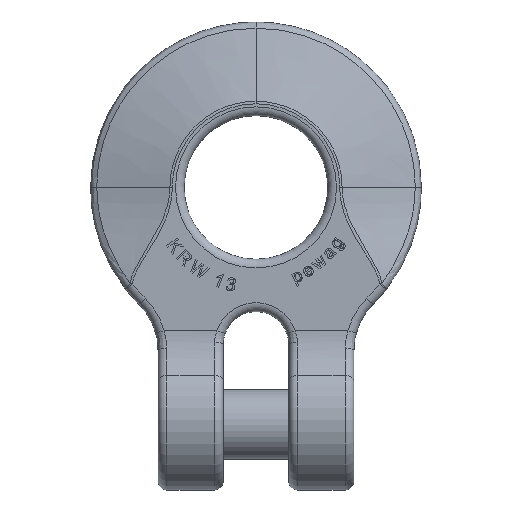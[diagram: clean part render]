
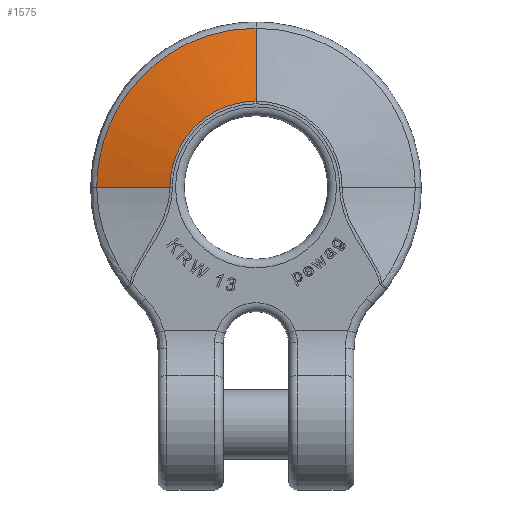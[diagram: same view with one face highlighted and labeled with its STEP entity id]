
A CAD part, top view. The second image highlights one B-rep face of the part: STEP entity #1575.
In plain terms, the highlighted free-form (B-spline) face has degree [3, 3] with [7, 4] control points.
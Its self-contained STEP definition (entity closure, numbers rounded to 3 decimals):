
#169=B_SPLINE_SURFACE_WITH_KNOTS('',3,3,((#6635,#6636,#6637,#6638),(#6639,
#6640,#6641,#6642),(#6643,#6644,#6645,#6646),(#6647,#6648,#6649,#6650),(#6651,
#6652,#6653,#6654),(#6655,#6656,#6657,#6658),(#6659,#6660,#6661,#6662)),
.UNSPECIFIED.,.F.,.F.,.F.,(4,1,1,1,4),(4,4),(0.,0.25,0.5,0.75,1.),(0.,1.),
.UNSPECIFIED.);
#865=B_SPLINE_CURVE_WITH_KNOTS('',3,(#6603,#6604,#6605,#6606),.UNSPECIFIED.,
.F.,.F.,(4,4),(0.,1.),.UNSPECIFIED.);
#866=B_SPLINE_CURVE_WITH_KNOTS('',3,(#6609,#6610,#6611,#6612,#6613,#6614,
#6615,#6616,#6617,#6618),.UNSPECIFIED.,.F.,.F.,(4,2,2,2,4),(0.,0.25,0.5,
0.75,1.),.UNSPECIFIED.);
#867=B_SPLINE_CURVE_WITH_KNOTS('',3,(#6620,#6621,#6622,#6623),.UNSPECIFIED.,
.F.,.F.,(4,4),(0.,1.),.UNSPECIFIED.);
#868=B_SPLINE_CURVE_WITH_KNOTS('',3,(#6625,#6626,#6627,#6628,#6629,#6630,
#6631,#6632,#6633,#6634),.UNSPECIFIED.,.F.,.F.,(4,2,2,2,4),(0.,0.25,0.5,
0.75,1.),.UNSPECIFIED.);
#1316=FACE_OUTER_BOUND('',#1900,.T.);
#1575=ADVANCED_FACE('',(#1316),#169,.T.);
#1900=EDGE_LOOP('',(#2367,#2368,#2369,#2370));
#2367=ORIENTED_EDGE('',*,*,#4138,.T.);
#2368=ORIENTED_EDGE('',*,*,#4139,.T.);
#2369=ORIENTED_EDGE('',*,*,#4140,.T.);
#2370=ORIENTED_EDGE('',*,*,#4141,.T.);
#3699=VERTEX_POINT('',#6607);
#3700=VERTEX_POINT('',#6608);
#3701=VERTEX_POINT('',#6619);
#3702=VERTEX_POINT('',#6624);
#4138=EDGE_CURVE('',#3699,#3700,#865,.T.);
#4139=EDGE_CURVE('',#3700,#3701,#866,.T.);
#4140=EDGE_CURVE('',#3701,#3702,#867,.T.);
#4141=EDGE_CURVE('',#3702,#3699,#868,.T.);
#6603=CARTESIAN_POINT('',(-36.57,0.,3.425));
#6604=CARTESIAN_POINT('',(-30.973,0.,5.089));
#6605=CARTESIAN_POINT('',(-25.376,0.,6.753));
#6606=CARTESIAN_POINT('',(-19.779,0.,8.417));
#6607=CARTESIAN_POINT('',(-36.57,0.,3.425));
#6608=CARTESIAN_POINT('',(-19.779,0.,8.417));
#6609=CARTESIAN_POINT('',(-19.779,0.,8.417));
#6610=CARTESIAN_POINT('',(-19.779,2.575,8.417));
#6611=CARTESIAN_POINT('',(-19.265,5.176,8.417));
#6612=CARTESIAN_POINT('',(-17.281,9.965,8.417));
#6613=CARTESIAN_POINT('',(-15.813,12.158,8.417));
#6614=CARTESIAN_POINT('',(-12.167,15.806,8.417));
#6615=CARTESIAN_POINT('',(-9.962,17.28,8.417));
#6616=CARTESIAN_POINT('',(-5.207,19.254,8.417));
#6617=CARTESIAN_POINT('',(-2.575,19.779,8.417));
#6618=CARTESIAN_POINT('',(0.,19.779,8.417));
#6619=CARTESIAN_POINT('',(0.,19.779,8.417));
#6620=CARTESIAN_POINT('',(0.,19.779,8.417));
#6621=CARTESIAN_POINT('',(0.,25.376,6.753));
#6622=CARTESIAN_POINT('',(0.,30.973,5.089));
#6623=CARTESIAN_POINT('',(0.,36.57,3.425));
#6624=CARTESIAN_POINT('',(0.,36.57,3.425));
#6625=CARTESIAN_POINT('',(0.,36.57,3.425));
#6626=CARTESIAN_POINT('',(-4.783,36.57,3.425));
#6627=CARTESIAN_POINT('',(-9.617,35.603,3.425));
#6628=CARTESIAN_POINT('',(-18.419,31.95,3.425));
#6629=CARTESIAN_POINT('',(-22.494,29.224,3.425));
#6630=CARTESIAN_POINT('',(-29.225,22.493,3.425));
#6631=CARTESIAN_POINT('',(-31.95,18.419,3.425));
#6632=CARTESIAN_POINT('',(-35.605,9.611,3.425));
#6633=CARTESIAN_POINT('',(-36.57,4.783,3.425));
#6634=CARTESIAN_POINT('',(-36.57,0.,3.425));
#6635=CARTESIAN_POINT('',(0.,38.,3.));
#6636=CARTESIAN_POINT('',(0.,31.833,4.833));
#6637=CARTESIAN_POINT('',(0.,25.667,6.667));
#6638=CARTESIAN_POINT('',(0.,19.5,8.5));
#6639=CARTESIAN_POINT('',(-4.974,38.,3.));
#6640=CARTESIAN_POINT('',(-4.167,31.833,4.833));
#6641=CARTESIAN_POINT('',(-3.36,25.667,6.667));
#6642=CARTESIAN_POINT('',(-2.552,19.5,8.5));
#6643=CARTESIAN_POINT('',(-14.921,36.021,3.));
#6644=CARTESIAN_POINT('',(-12.499,30.175,4.833));
#6645=CARTESIAN_POINT('',(-10.078,24.33,6.667));
#6646=CARTESIAN_POINT('',(-7.657,18.485,8.5));
#6647=CARTESIAN_POINT('',(-27.569,27.569,3.));
#6648=CARTESIAN_POINT('',(-23.095,23.095,4.833));
#6649=CARTESIAN_POINT('',(-18.622,18.621,6.667));
#6650=CARTESIAN_POINT('',(-14.148,14.148,8.5));
#6651=CARTESIAN_POINT('',(-36.021,14.92,3.));
#6652=CARTESIAN_POINT('',(-30.176,12.499,4.833));
#6653=CARTESIAN_POINT('',(-24.33,10.078,6.667));
#6654=CARTESIAN_POINT('',(-18.485,7.657,8.5));
#6655=CARTESIAN_POINT('',(-38.001,4.974,3.));
#6656=CARTESIAN_POINT('',(-31.834,4.167,4.833));
#6657=CARTESIAN_POINT('',(-25.667,3.36,6.667));
#6658=CARTESIAN_POINT('',(-19.5,2.552,8.5));
#6659=CARTESIAN_POINT('',(-38.,0.,3.));
#6660=CARTESIAN_POINT('',(-31.833,0.,4.833));
#6661=CARTESIAN_POINT('',(-25.667,0.,6.667));
#6662=CARTESIAN_POINT('',(-19.5,0.,8.5));
